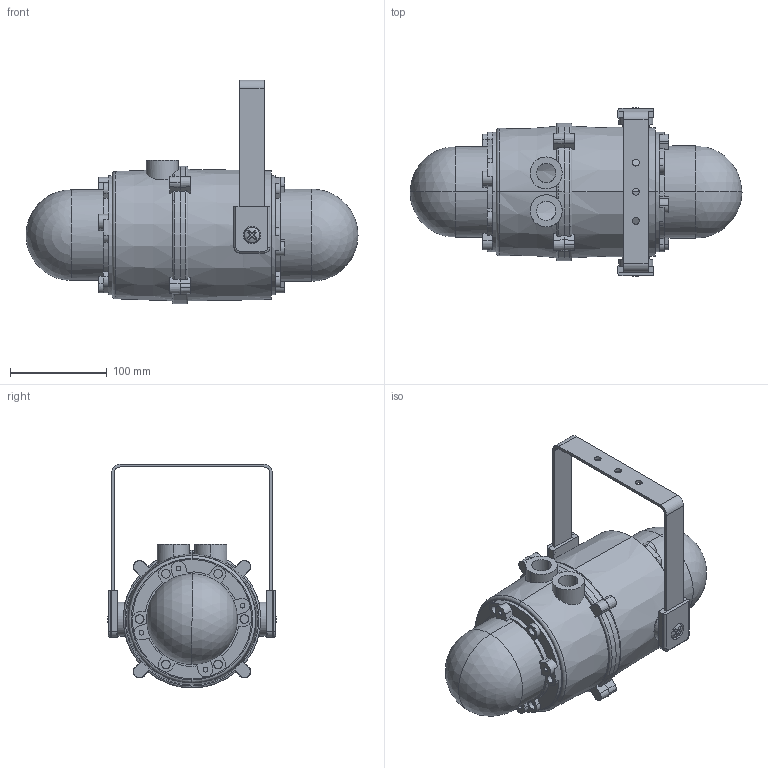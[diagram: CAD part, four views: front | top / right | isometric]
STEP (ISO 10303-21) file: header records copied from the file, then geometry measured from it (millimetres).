
FILE_DESCRIPTION (( 'STEP AP214' ), '1' );
FILE_NAME ('D207-05-601-3D_Issue_A.STEP', '2020-12-18T12:45:35', ( 'User' ), ( '' ), 'SwSTEP 2.0', 'SolidWorks 2020', '' );
FILE_SCHEMA (( 'AUTOMOTIVE_DESIGN' ));
Length unit declared in the file: millimetre
Products named in the file (9): WAM8A4_WASSM8; E2X Beacon main body; D2411-3D_Issue_A_ABS; D3606-3D_Issue_B; D2410-3D_Issue_B_ABS; D3603_GREY; D207-05-601-3D_Issue_A; E2X Combined Cover; SCSSM8X30P
Assembly tree (13 placements, depth 2):
  D207-05-601-3D_Issue_A
    E2X Beacon main body
    D2410-3D_Issue_B_ABS  x2
    D2411-3D_Issue_A_ABS  x2
    D3603_GREY  x2
    D3606-3D_Issue_B
    SCSSM8X30P  x2
    WAM8A4_WASSM8  x2
    E2X Combined Cover
Bounding box: 342.41 x 173.97 x 231 mm (x, y, z)
Volume: 1644051.3 mm3; surface area: 312396.4 mm2
Topology: 13 solids, 13 shells, 914 faces, 2324 edges, 1480 vertices
Faces by surface type: cylinder 382, plane 360, bspline 68, cone 44, torus 34, sphere 26
Entity records: 22887 total; most frequent: CARTESIAN_POINT 7938, ORIENTED_EDGE 3148, DIRECTION 3029, EDGE_CURVE 1574, AXIS2_PLACEMENT_3D 1191, VERTEX_POINT 1020, EDGE_LOOP 694, LINE 647
